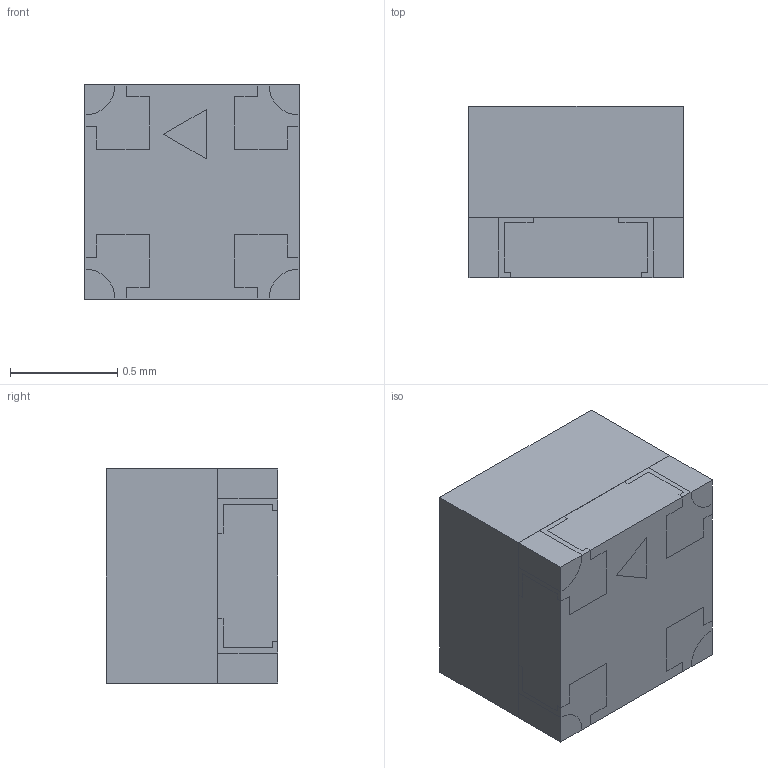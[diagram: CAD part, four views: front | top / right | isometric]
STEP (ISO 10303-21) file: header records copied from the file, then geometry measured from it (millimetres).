
FILE_DESCRIPTION (( 'STEP AP214' ), '1' );
FILE_NAME ('XL-1010RGBC-WS2812B.STEP', '2025-04-22T07:45:35', ( 'LENOVO' ), ( '' ), 'SwSTEP 2.0', 'SolidWorks 2021', '' );
FILE_SCHEMA (( 'AUTOMOTIVE_DESIGN' ));
Length unit declared in the file: millimetre
Products named in the file (1): XL-1010RGBC-WS2812B
Bounding box: 1 x 0.8 x 1 mm (x, y, z)
Volume: 0.8 mm3; surface area: 9.5 mm2
Topology: 11 solids, 11 shells, 149 faces, 378 edges, 252 vertices
Faces by surface type: plane 133, cylinder 16
Entity records: 4636 total; most frequent: CARTESIAN_POINT 780, ORIENTED_EDGE 756, DIRECTION 710, EDGE_CURVE 378, VECTOR 346, LINE 346, VERTEX_POINT 252, AXIS2_PLACEMENT_3D 182
